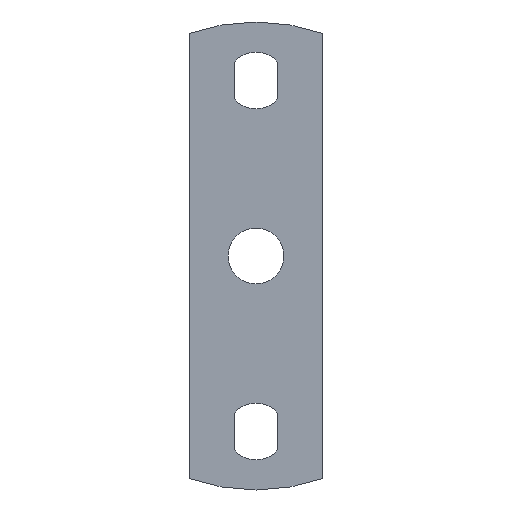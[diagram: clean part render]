
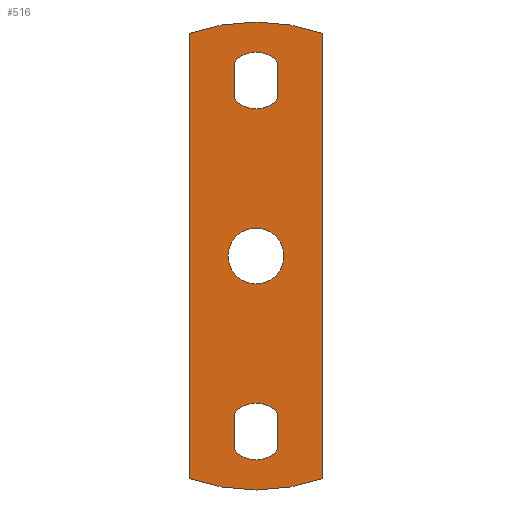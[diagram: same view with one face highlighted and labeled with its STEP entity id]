
A CAD part, front view. The second image highlights one B-rep face of the part: STEP entity #516.
In plain terms, the highlighted planar face has unit normal (0, -1, 0).
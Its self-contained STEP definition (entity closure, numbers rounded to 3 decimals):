
#31=FACE_BOUND('',#118,.T.);
#32=FACE_BOUND('',#119,.T.);
#33=FACE_BOUND('',#120,.T.);
#48=PLANE('',#587);
#84=FACE_OUTER_BOUND('',#117,.T.);
#117=EDGE_LOOP('',(#468,#469,#470,#471));
#118=EDGE_LOOP('',(#472));
#119=EDGE_LOOP('',(#473,#474,#475,#476));
#120=EDGE_LOOP('',(#477,#478,#479,#480));
#137=LINE('',#839,#175);
#141=LINE('',#850,#179);
#145=LINE('',#863,#183);
#149=LINE('',#874,#187);
#153=LINE('',#883,#191);
#157=LINE('',#895,#195);
#175=VECTOR('',#664,10.);
#179=VECTOR('',#676,10.);
#183=VECTOR('',#688,10.);
#187=VECTOR('',#700,10.);
#191=VECTOR('',#706,10.);
#195=VECTOR('',#718,10.);
#200=CIRCLE('',#542,4.188);
#207=CIRCLE('',#563,4.25);
#209=CIRCLE('',#567,4.25);
#211=CIRCLE('',#571,4.25);
#213=CIRCLE('',#575,4.25);
#216=CIRCLE('',#581,30.);
#218=CIRCLE('',#585,30.);
#222=VERTEX_POINT('',#740);
#241=VERTEX_POINT('',#829);
#242=VERTEX_POINT('',#830);
#245=VERTEX_POINT('',#838);
#247=VERTEX_POINT('',#844);
#249=VERTEX_POINT('',#853);
#250=VERTEX_POINT('',#854);
#253=VERTEX_POINT('',#862);
#255=VERTEX_POINT('',#868);
#259=VERTEX_POINT('',#880);
#260=VERTEX_POINT('',#882);
#262=VERTEX_POINT('',#888);
#264=VERTEX_POINT('',#894);
#270=EDGE_CURVE('',#222,#222,#200,.T.);
#301=EDGE_CURVE('',#241,#242,#207,.T.);
#305=EDGE_CURVE('',#242,#245,#137,.T.);
#308=EDGE_CURVE('',#245,#247,#209,.T.);
#311=EDGE_CURVE('',#247,#241,#141,.T.);
#313=EDGE_CURVE('',#249,#250,#211,.T.);
#317=EDGE_CURVE('',#250,#253,#145,.T.);
#320=EDGE_CURVE('',#253,#255,#213,.T.);
#323=EDGE_CURVE('',#255,#249,#149,.T.);
#327=EDGE_CURVE('',#260,#259,#153,.T.);
#330=EDGE_CURVE('',#262,#260,#216,.T.);
#333=EDGE_CURVE('',#264,#262,#157,.T.);
#336=EDGE_CURVE('',#259,#264,#218,.T.);
#468=ORIENTED_EDGE('',*,*,#336,.T.);
#469=ORIENTED_EDGE('',*,*,#333,.T.);
#470=ORIENTED_EDGE('',*,*,#330,.T.);
#471=ORIENTED_EDGE('',*,*,#327,.T.);
#472=ORIENTED_EDGE('',*,*,#270,.T.);
#473=ORIENTED_EDGE('',*,*,#308,.T.);
#474=ORIENTED_EDGE('',*,*,#311,.T.);
#475=ORIENTED_EDGE('',*,*,#301,.T.);
#476=ORIENTED_EDGE('',*,*,#305,.T.);
#477=ORIENTED_EDGE('',*,*,#320,.T.);
#478=ORIENTED_EDGE('',*,*,#323,.T.);
#479=ORIENTED_EDGE('',*,*,#313,.T.);
#480=ORIENTED_EDGE('',*,*,#317,.T.);
#516=ADVANCED_FACE('',(#84,#31,#32,#33),#48,.F.);
#542=AXIS2_PLACEMENT_3D('',#742,#602,#603);
#563=AXIS2_PLACEMENT_3D('',#831,#656,#657);
#567=AXIS2_PLACEMENT_3D('',#845,#669,#670);
#571=AXIS2_PLACEMENT_3D('',#855,#680,#681);
#575=AXIS2_PLACEMENT_3D('',#869,#693,#694);
#581=AXIS2_PLACEMENT_3D('',#889,#712,#713);
#585=AXIS2_PLACEMENT_3D('',#899,#724,#725);
#587=AXIS2_PLACEMENT_3D('',#901,#728,#729);
#602=DIRECTION('center_axis',(0.,1.,0.));
#603=DIRECTION('ref_axis',(1.,0.,0.));
#656=DIRECTION('center_axis',(0.,1.,0.));
#657=DIRECTION('ref_axis',(0.765,0.,-0.644));
#664=DIRECTION('',(0.,0.,1.));
#669=DIRECTION('center_axis',(0.,1.,0.));
#670=DIRECTION('ref_axis',(-0.765,0.,0.644));
#676=DIRECTION('',(0.,0.,-1.));
#680=DIRECTION('center_axis',(0.,1.,0.));
#681=DIRECTION('ref_axis',(-0.765,0.,0.644));
#688=DIRECTION('',(0.,0.,-1.));
#693=DIRECTION('center_axis',(0.,1.,0.));
#694=DIRECTION('ref_axis',(0.765,0.,-0.644));
#700=DIRECTION('',(0.,0.,1.));
#706=DIRECTION('',(0.,0.,-1.));
#712=DIRECTION('center_axis',(0.,-1.,0.));
#713=DIRECTION('ref_axis',(-0.333,0.,0.943));
#718=DIRECTION('',(0.,0.,1.));
#724=DIRECTION('center_axis',(0.,-1.,0.));
#725=DIRECTION('ref_axis',(0.333,0.,-0.943));
#728=DIRECTION('center_axis',(0.,1.,0.));
#729=DIRECTION('ref_axis',(0.,0.,1.));
#740=CARTESIAN_POINT('',(-4.188,-2.,0.));
#742=CARTESIAN_POINT('Origin',(0.,-2.,0.));
#829=CARTESIAN_POINT('',(3.25,-2.,-28.989));
#830=CARTESIAN_POINT('',(-3.25,-2.,-28.989));
#831=CARTESIAN_POINT('Origin',(0.,-2.,-26.25));
#838=CARTESIAN_POINT('',(-3.25,-2.,-23.511));
#839=CARTESIAN_POINT('',(-3.25,-2.,-11.756));
#844=CARTESIAN_POINT('',(3.25,-2.,-23.511));
#845=CARTESIAN_POINT('Origin',(0.,-2.,-26.25));
#850=CARTESIAN_POINT('',(3.25,-2.,-14.494));
#853=CARTESIAN_POINT('',(-3.25,-2.,28.989));
#854=CARTESIAN_POINT('',(3.25,-2.,28.989));
#855=CARTESIAN_POINT('Origin',(0.,-2.,26.25));
#862=CARTESIAN_POINT('',(3.25,-2.,23.511));
#863=CARTESIAN_POINT('',(3.25,-2.,11.756));
#868=CARTESIAN_POINT('',(-3.25,-2.,23.511));
#869=CARTESIAN_POINT('Origin',(0.,-2.,26.25));
#874=CARTESIAN_POINT('',(-3.25,-2.,14.494));
#880=CARTESIAN_POINT('',(-10.,-2.,-33.284));
#882=CARTESIAN_POINT('',(-10.,-2.,33.284));
#883=CARTESIAN_POINT('',(-10.,-2.,-33.284));
#888=CARTESIAN_POINT('',(10.,-2.,33.284));
#889=CARTESIAN_POINT('Origin',(0.,-2.,5.));
#894=CARTESIAN_POINT('',(10.,-2.,-33.284));
#895=CARTESIAN_POINT('',(10.,-2.,33.284));
#899=CARTESIAN_POINT('Origin',(0.,-2.,-5.));
#901=CARTESIAN_POINT('Origin',(0.,-2.,0.));
